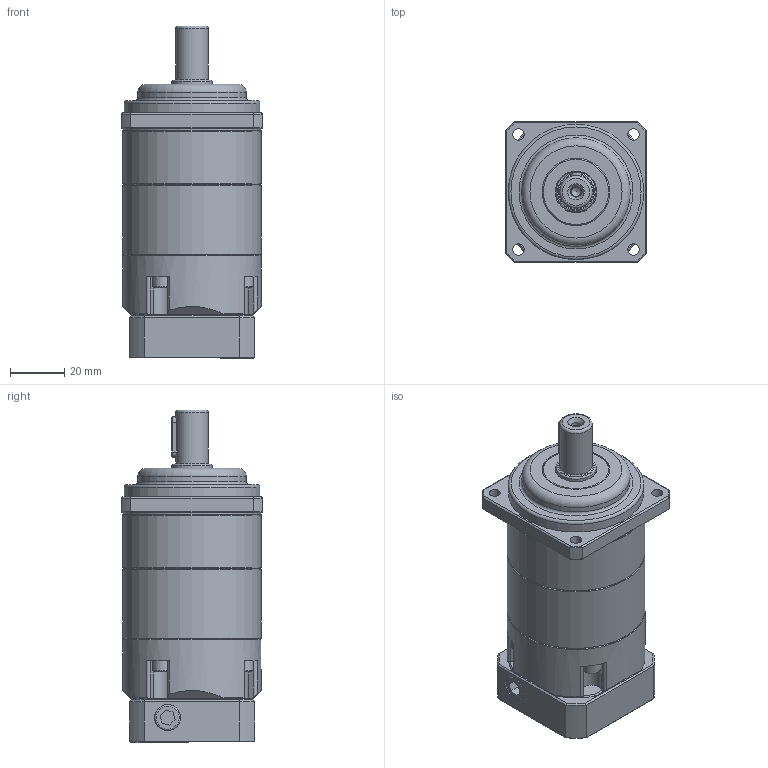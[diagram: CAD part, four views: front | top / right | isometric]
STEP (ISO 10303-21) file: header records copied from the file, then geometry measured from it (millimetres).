
FILE_DESCRIPTION((''),'2;1');
FILE_NAME('KFA50-2 (S11).stp','2013-12-03T16:30:03',('young'),(''),'Autodesk Inventor 2012','Autodesk Inventor 2012','');
FILE_SCHEMA(('AUTOMOTIVE_DESIGN { 1 0 10303 214 1 1 1 1 }'));
Length unit declared in the file: millimetre
Products named in the file (6): KFA50-2 (S11); KSN60-Set Collar-S11; 44-BK(KP13); BS 4168 : 부품 1 6각 소켓 머리 캡 나사 - 미터 M3 x 12; BS 4168 : 부품 1 6각 소켓 머리 캡 나사 - 미터 M4 x 12
Assembly tree (8 placements, depth 2):
  KFA50-2 (S11)
    KFA50-2 (S11)
    KSN60-Set Collar-S11
    44-BK(KP13)
    BS 4168 : 부품 1 6각 소켓 머리 캡 나사 - 미터 M3 x 12
    BS 4168 : 부품 1 6각 소켓 머리 캡 나사 - 미터 M4 x 12  x4
Bounding box: 52 x 52 x 122.5 mm (x, y, z)
Volume: 108829.6 mm3; surface area: 61069.4 mm2
Topology: 21 solids, 21 shells, 683 faces, 2083 edges, 1476 vertices
Faces by surface type: cylinder 313, plane 242, cone 93, torus 23, bspline 12
Full cylindrical faces by diameter (mm): 3 x1, 3.3 x15, 4 x197, 4.2 x4, 4.5 x16, 5.5 x1, 6 x1, 7 x8, 7.5 x4, 9.5 x2, 11 x1, 11.1 x1, 12 x1, 12.817 x1, 14.8 x1, 15 x1, 17 x1, 19.8 x1, 20 x1, 22 x1, 23 x1, 25 x2, 28 x1, 30 x3, 32 x4, 38 x4, 38.2 x1, 40 x1, 50 x1, 51 x4
Entity records: 51534 total; most frequent: CARTESIAN_POINT 38781, ORIENTED_EDGE 3186, DIRECTION 2051, EDGE_CURVE 1593, VERTEX_POINT 1374, AXIS2_PLACEMENT_3D 854, EDGE_LOOP 701, FACE_OUTER_BOUND 446
